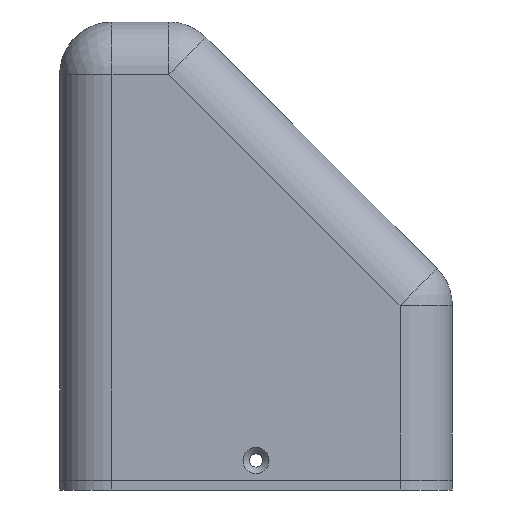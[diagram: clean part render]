
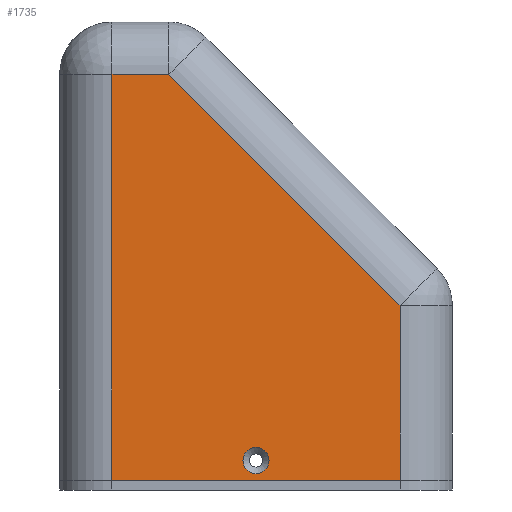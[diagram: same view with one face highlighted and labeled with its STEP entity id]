
A CAD part, left-side view. The second image highlights one B-rep face of the part: STEP entity #1735.
In plain terms, the highlighted planar face has unit normal (-1, 0, 0).
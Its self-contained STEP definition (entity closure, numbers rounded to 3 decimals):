
#43=FACE_BOUND('',#244,.T.);
#69=PLANE('',#1888);
#120=FACE_OUTER_BOUND('',#243,.T.);
#243=EDGE_LOOP('',(#1207,#1208,#1209,#1210,#1211));
#244=EDGE_LOOP('',(#1212));
#372=LINE('',#2761,#511);
#373=LINE('',#2763,#512);
#374=LINE('',#2765,#513);
#375=LINE('',#2767,#514);
#376=LINE('',#2768,#515);
#511=VECTOR('',#2172,10.);
#512=VECTOR('',#2173,10.);
#513=VECTOR('',#2174,10.);
#514=VECTOR('',#2175,10.);
#515=VECTOR('',#2176,10.);
#656=CIRCLE('',#1884,2.);
#770=VERTEX_POINT('',#2749);
#773=VERTEX_POINT('',#2759);
#774=VERTEX_POINT('',#2760);
#775=VERTEX_POINT('',#2762);
#776=VERTEX_POINT('',#2764);
#777=VERTEX_POINT('',#2766);
#926=EDGE_CURVE('',#770,#770,#656,.T.);
#931=EDGE_CURVE('',#773,#774,#372,.T.);
#932=EDGE_CURVE('',#773,#775,#373,.T.);
#933=EDGE_CURVE('',#776,#775,#374,.T.);
#934=EDGE_CURVE('',#777,#776,#375,.T.);
#935=EDGE_CURVE('',#774,#777,#376,.T.);
#1207=ORIENTED_EDGE('',*,*,#931,.F.);
#1208=ORIENTED_EDGE('',*,*,#932,.T.);
#1209=ORIENTED_EDGE('',*,*,#933,.F.);
#1210=ORIENTED_EDGE('',*,*,#934,.F.);
#1211=ORIENTED_EDGE('',*,*,#935,.F.);
#1212=ORIENTED_EDGE('',*,*,#926,.F.);
#1735=ADVANCED_FACE('',(#120,#43),#69,.T.);
#1884=AXIS2_PLACEMENT_3D('',#2750,#2160,#2161);
#1888=AXIS2_PLACEMENT_3D('',#2758,#2170,#2171);
#2160=DIRECTION('center_axis',(-1.,0.,0.));
#2161=DIRECTION('ref_axis',(0.,1.,0.));
#2170=DIRECTION('center_axis',(-1.,0.,0.));
#2171=DIRECTION('ref_axis',(0.,-1.,0.));
#2172=DIRECTION('',(0.,0.,1.));
#2173=DIRECTION('',(0.,-1.,0.));
#2174=DIRECTION('',(0.,0.,-1.));
#2175=DIRECTION('',(0.,-0.707,-0.707));
#2176=DIRECTION('',(0.,-1.,0.));
#2749=CARTESIAN_POINT('',(0.,28.,3.));
#2750=CARTESIAN_POINT('Origin',(0.,30.,3.));
#2758=CARTESIAN_POINT('Origin',(0.,60.,0.));
#2759=CARTESIAN_POINT('',(0.,52.,0.));
#2760=CARTESIAN_POINT('',(0.,52.,62.));
#2761=CARTESIAN_POINT('',(0.,52.,0.));
#2762=CARTESIAN_POINT('',(0.,8.,0.));
#2763=CARTESIAN_POINT('',(0.,60.,0.));
#2764=CARTESIAN_POINT('',(0.,8.,26.686));
#2765=CARTESIAN_POINT('',(0.,8.,0.));
#2766=CARTESIAN_POINT('',(0.,43.314,62.));
#2767=CARTESIAN_POINT('',(0.,23.157,41.843));
#2768=CARTESIAN_POINT('',(0.,45.,62.));
